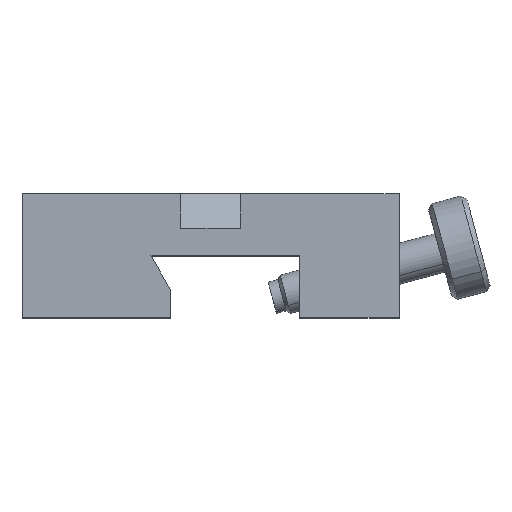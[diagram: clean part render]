
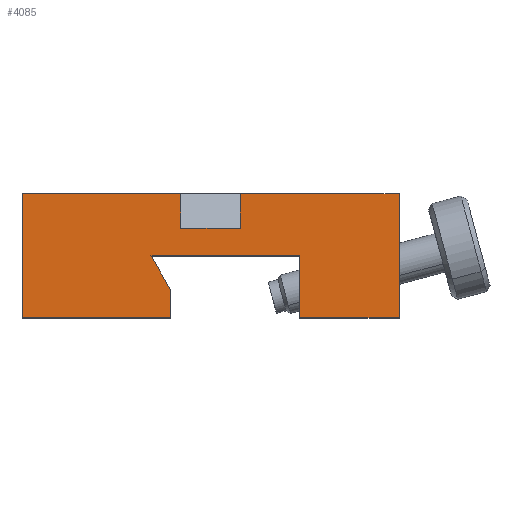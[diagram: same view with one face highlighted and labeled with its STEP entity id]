
A CAD part, top view. The second image highlights one B-rep face of the part: STEP entity #4085.
In plain terms, the highlighted planar face has unit normal (0, 0, 1).
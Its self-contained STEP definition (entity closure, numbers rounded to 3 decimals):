
#103 = PLANE ( 'NONE',  #1493 ) ;
#133 = DIRECTION ( 'NONE',  ( 0., -1., 0. ) ) ;
#154 = VERTEX_POINT ( 'NONE', #435 ) ;
#195 = CARTESIAN_POINT ( 'NONE',  ( -73.131, 12.892, 64. ) ) ;
#222 = CARTESIAN_POINT ( 'NONE',  ( -29.131, 5.963, 64. ) ) ;
#230 = CARTESIAN_POINT ( 'NONE',  ( -73.131, -12.108, 64. ) ) ;
#277 = ORIENTED_EDGE ( 'NONE', *, *, #1910, .F. ) ;
#318 = CARTESIAN_POINT ( 'NONE',  ( -43.131, -12.108, 64. ) ) ;
#378 = VERTEX_POINT ( 'NONE', #222 ) ;
#384 = VECTOR ( 'NONE', #4094, 1000. ) ;
#390 = VECTOR ( 'NONE', #4089, 1000. ) ;
#428 = CARTESIAN_POINT ( 'NONE',  ( -43.131, -6.537, 64. ) ) ;
#435 = CARTESIAN_POINT ( 'NONE',  ( -43.131, -6.537, 64. ) ) ;
#505 = DIRECTION ( 'NONE',  ( 1., 0., 0. ) ) ;
#545 = EDGE_LOOP ( 'NONE', ( #2215, #2328, #4025, #2098, #277, #3542, #3025, #748, #4151, #3539, #2399, #964, #2188 ) ) ;
#639 = LINE ( 'NONE', #195, #2360 ) ;
#691 = LINE ( 'NONE', #2158, #1357 ) ;
#748 = ORIENTED_EDGE ( 'NONE', *, *, #2515, .F. ) ;
#773 = VERTEX_POINT ( 'NONE', #1149 ) ;
#780 = CARTESIAN_POINT ( 'NONE',  ( -17.131, 0.392, 64. ) ) ;
#807 = CARTESIAN_POINT ( 'NONE',  ( -73.131, -12.108, 64. ) ) ;
#842 = CARTESIAN_POINT ( 'NONE',  ( -73.131, 12.892, 64. ) ) ;
#846 = VERTEX_POINT ( 'NONE', #1464 ) ;
#894 = VECTOR ( 'NONE', #2559, 1000. ) ;
#902 = EDGE_CURVE ( 'NONE', #773, #3804, #2614, .T. ) ;
#964 = ORIENTED_EDGE ( 'NONE', *, *, #1411, .T. ) ;
#980 = VERTEX_POINT ( 'NONE', #2529 ) ;
#1052 = DIRECTION ( 'NONE',  ( 1., 0., 0. ) ) ;
#1059 = EDGE_CURVE ( 'NONE', #3804, #2502, #3021, .T. ) ;
#1086 = VECTOR ( 'NONE', #2256, 1000. ) ;
#1138 = VERTEX_POINT ( 'NONE', #2312 ) ;
#1149 = CARTESIAN_POINT ( 'NONE',  ( -17.131, -12.108, 64. ) ) ;
#1155 = DIRECTION ( 'NONE',  ( 0., 1., 0. ) ) ;
#1247 = LINE ( 'NONE', #3375, #390 ) ;
#1357 = VECTOR ( 'NONE', #505, 1000. ) ;
#1411 = EDGE_CURVE ( 'NONE', #4207, #378, #3419, .T. ) ;
#1464 = CARTESIAN_POINT ( 'NONE',  ( -47.131, 0.392, 64. ) ) ;
#1493 = AXIS2_PLACEMENT_3D ( 'NONE', #2770, #4098, #3088 ) ;
#1533 = VECTOR ( 'NONE', #133, 1000. ) ;
#1585 = EDGE_CURVE ( 'NONE', #980, #3045, #2639, .T. ) ;
#1618 = VECTOR ( 'NONE', #2157, 1000. ) ;
#1632 = LINE ( 'NONE', #3826, #2466 ) ;
#1745 = LINE ( 'NONE', #3043, #4092 ) ;
#1809 = EDGE_CURVE ( 'NONE', #3045, #378, #1745, .T. ) ;
#1821 = CARTESIAN_POINT ( 'NONE',  ( -29.131, 12.892, 64. ) ) ;
#1910 = EDGE_CURVE ( 'NONE', #154, #3333, #3044, .T. ) ;
#1915 = VERTEX_POINT ( 'NONE', #780 ) ;
#2098 = ORIENTED_EDGE ( 'NONE', *, *, #2347, .T. ) ;
#2122 = DIRECTION ( 'NONE',  ( 0., -1., 0. ) ) ;
#2157 = DIRECTION ( 'NONE',  ( 0.5, -0.866, 0. ) ) ;
#2158 = CARTESIAN_POINT ( 'NONE',  ( -73.131, 12.892, 64. ) ) ;
#2187 = DIRECTION ( 'NONE',  ( 1., 0., 0. ) ) ;
#2188 = ORIENTED_EDGE ( 'NONE', *, *, #1809, .F. ) ;
#2215 = ORIENTED_EDGE ( 'NONE', *, *, #1585, .F. ) ;
#2246 = CARTESIAN_POINT ( 'NONE',  ( -17.131, 0.392, 64. ) ) ;
#2256 = DIRECTION ( 'NONE',  ( 0., 1., 0. ) ) ;
#2312 = CARTESIAN_POINT ( 'NONE',  ( -73.131, -12.108, 64. ) ) ;
#2328 = ORIENTED_EDGE ( 'NONE', *, *, #2492, .F. ) ;
#2347 = EDGE_CURVE ( 'NONE', #1138, #3333, #1247, .T. ) ;
#2360 = VECTOR ( 'NONE', #2187, 1000. ) ;
#2399 = ORIENTED_EDGE ( 'NONE', *, *, #2440, .F. ) ;
#2440 = EDGE_CURVE ( 'NONE', #4207, #2502, #639, .T. ) ;
#2466 = VECTOR ( 'NONE', #1155, 1000. ) ;
#2492 = EDGE_CURVE ( 'NONE', #4220, #980, #691, .T. ) ;
#2493 = CARTESIAN_POINT ( 'NONE',  ( -41.131, 5.963, 64. ) ) ;
#2502 = VERTEX_POINT ( 'NONE', #3175 ) ;
#2504 = LINE ( 'NONE', #2819, #1618 ) ;
#2515 = EDGE_CURVE ( 'NONE', #773, #1915, #1632, .T. ) ;
#2529 = CARTESIAN_POINT ( 'NONE',  ( -41.131, 12.892, 64. ) ) ;
#2559 = DIRECTION ( 'NONE',  ( 1., 0., 0. ) ) ;
#2582 = DIRECTION ( 'NONE',  ( -1., 0., 0. ) ) ;
#2614 = LINE ( 'NONE', #230, #894 ) ;
#2639 = LINE ( 'NONE', #4254, #3414 ) ;
#2678 = EDGE_CURVE ( 'NONE', #1915, #846, #3356, .T. ) ;
#2770 = CARTESIAN_POINT ( 'NONE',  ( -73.131, -12.108, 64. ) ) ;
#2790 = VECTOR ( 'NONE', #2582, 1000. ) ;
#2819 = CARTESIAN_POINT ( 'NONE',  ( -47.131, 0.392, 64. ) ) ;
#2854 = CARTESIAN_POINT ( 'NONE',  ( 2.869, -12.108, 64. ) ) ;
#2905 = DIRECTION ( 'NONE',  ( 0., -1., 0. ) ) ;
#2980 = EDGE_CURVE ( 'NONE', #1138, #4220, #3136, .T. ) ;
#3021 = LINE ( 'NONE', #3943, #1086 ) ;
#3025 = ORIENTED_EDGE ( 'NONE', *, *, #2678, .F. ) ;
#3043 = CARTESIAN_POINT ( 'NONE',  ( -41.131, 5.963, 64. ) ) ;
#3044 = LINE ( 'NONE', #428, #1533 ) ;
#3045 = VERTEX_POINT ( 'NONE', #2493 ) ;
#3088 = DIRECTION ( 'NONE',  ( 1., 0., 0. ) ) ;
#3136 = LINE ( 'NONE', #807, #384 ) ;
#3175 = CARTESIAN_POINT ( 'NONE',  ( 2.869, 12.892, 64. ) ) ;
#3333 = VERTEX_POINT ( 'NONE', #318 ) ;
#3356 = LINE ( 'NONE', #2246, #2790 ) ;
#3375 = CARTESIAN_POINT ( 'NONE',  ( -73.131, -12.108, 64. ) ) ;
#3414 = VECTOR ( 'NONE', #2905, 1000. ) ;
#3419 = LINE ( 'NONE', #3814, #4210 ) ;
#3539 = ORIENTED_EDGE ( 'NONE', *, *, #1059, .T. ) ;
#3542 = ORIENTED_EDGE ( 'NONE', *, *, #3562, .F. ) ;
#3562 = EDGE_CURVE ( 'NONE', #846, #154, #2504, .T. ) ;
#3804 = VERTEX_POINT ( 'NONE', #2854 ) ;
#3814 = CARTESIAN_POINT ( 'NONE',  ( -29.131, 5.963, 64. ) ) ;
#3826 = CARTESIAN_POINT ( 'NONE',  ( -17.131, -12.108, 64. ) ) ;
#3943 = CARTESIAN_POINT ( 'NONE',  ( 2.869, -12.108, 64. ) ) ;
#4014 = FACE_OUTER_BOUND ( 'NONE', #545, .T. ) ;
#4025 = ORIENTED_EDGE ( 'NONE', *, *, #2980, .F. ) ;
#4085 = ADVANCED_FACE ( 'NONE', ( #4014 ), #103, .T. ) ;
#4089 = DIRECTION ( 'NONE',  ( 1., 0., 0. ) ) ;
#4092 = VECTOR ( 'NONE', #1052, 1000. ) ;
#4094 = DIRECTION ( 'NONE',  ( 0., 1., 0. ) ) ;
#4098 = DIRECTION ( 'NONE',  ( 0., 0., 1. ) ) ;
#4151 = ORIENTED_EDGE ( 'NONE', *, *, #902, .T. ) ;
#4207 = VERTEX_POINT ( 'NONE', #1821 ) ;
#4210 = VECTOR ( 'NONE', #2122, 1000. ) ;
#4220 = VERTEX_POINT ( 'NONE', #842 ) ;
#4254 = CARTESIAN_POINT ( 'NONE',  ( -41.131, 5.963, 64. ) ) ;
